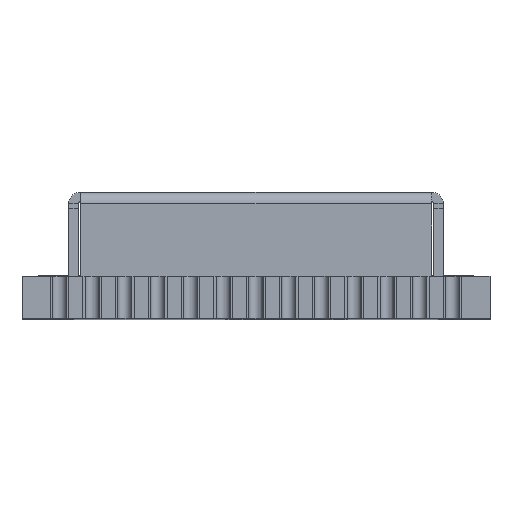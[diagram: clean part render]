
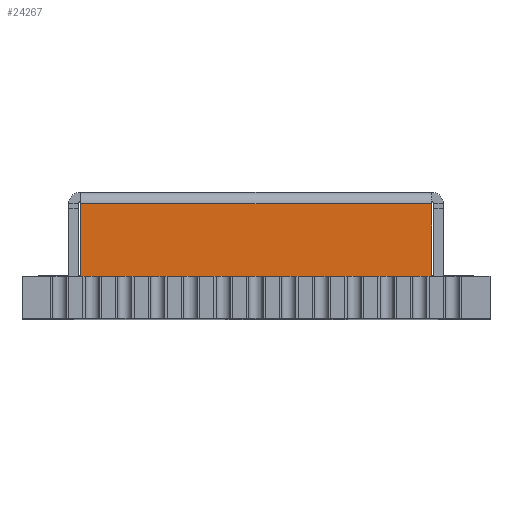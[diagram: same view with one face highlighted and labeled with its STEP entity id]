
A CAD part, top view. The second image highlights one B-rep face of the part: STEP entity #24267.
In plain terms, the highlighted planar face has unit normal (0, 0, 1).
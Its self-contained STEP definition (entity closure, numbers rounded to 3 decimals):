
#277 = FACE_OUTER_BOUND ( 'NONE', #4569, .T. ) ;
#406 = ORIENTED_EDGE ( 'NONE', *, *, #17061, .F. ) ;
#437 = CARTESIAN_POINT ( 'NONE',  ( -4., 19.574, 7.5 ) ) ;
#1796 = ORIENTED_EDGE ( 'NONE', *, *, #7091, .T. ) ;
#2071 = EDGE_CURVE ( 'NONE', #15454, #23937, #21712, .T. ) ;
#2108 = ORIENTED_EDGE ( 'NONE', *, *, #2071, .T. ) ;
#2483 = CARTESIAN_POINT ( 'NONE',  ( 3.75, 19.574, 7.5 ) ) ;
#2796 = CARTESIAN_POINT ( 'NONE',  ( -3.75, 2.45, 7.5 ) ) ;
#3211 = DIRECTION ( 'NONE',  ( 1., 0., 0. ) ) ;
#4069 = DIRECTION ( 'NONE',  ( -1., 0., 0. ) ) ;
#4233 = LINE ( 'NONE', #2483, #9544 ) ;
#4569 = EDGE_LOOP ( 'NONE', ( #406, #2108, #1796, #14610 ) ) ;
#6057 = PLANE ( 'NONE',  #12638 ) ;
#7091 = EDGE_CURVE ( 'NONE', #23937, #15848, #4233, .T. ) ;
#7620 = LINE ( 'NONE', #2796, #22819 ) ;
#7859 = CARTESIAN_POINT ( 'NONE',  ( 3.75, 2.45, 7.5 ) ) ;
#8659 = DIRECTION ( 'NONE',  ( -1., 0., 0. ) ) ;
#8835 = VERTEX_POINT ( 'NONE', #17408 ) ;
#9544 = VECTOR ( 'NONE', #23098, 1000. ) ;
#11130 = CARTESIAN_POINT ( 'NONE',  ( -4., 0.9, 7.5 ) ) ;
#12081 = CARTESIAN_POINT ( 'NONE',  ( -3.75, 0.9, 7.5 ) ) ;
#12638 = AXIS2_PLACEMENT_3D ( 'NONE', #437, #17599, #4069 ) ;
#12771 = LINE ( 'NONE', #23002, #21767 ) ;
#14610 = ORIENTED_EDGE ( 'NONE', *, *, #22076, .T. ) ;
#15454 = VERTEX_POINT ( 'NONE', #12081 ) ;
#15848 = VERTEX_POINT ( 'NONE', #7859 ) ;
#17061 = EDGE_CURVE ( 'NONE', #15454, #8835, #12771, .T. ) ;
#17408 = CARTESIAN_POINT ( 'NONE',  ( -3.75, 2.45, 7.5 ) ) ;
#17599 = DIRECTION ( 'NONE',  ( 0., 0., -1. ) ) ;
#20001 = CARTESIAN_POINT ( 'NONE',  ( 3.75, 0.9, 7.5 ) ) ;
#21091 = DIRECTION ( 'NONE',  ( 0., 1., 0. ) ) ;
#21712 = LINE ( 'NONE', #11130, #22582 ) ;
#21767 = VECTOR ( 'NONE', #21091, 1000. ) ;
#22076 = EDGE_CURVE ( 'NONE', #15848, #8835, #7620, .T. ) ;
#22582 = VECTOR ( 'NONE', #3211, 1000. ) ;
#22819 = VECTOR ( 'NONE', #8659, 1000. ) ;
#23002 = CARTESIAN_POINT ( 'NONE',  ( -3.75, 19.574, 7.5 ) ) ;
#23098 = DIRECTION ( 'NONE',  ( 0., 1., 0. ) ) ;
#23937 = VERTEX_POINT ( 'NONE', #20001 ) ;
#24267 = ADVANCED_FACE ( 'NONE', ( #277 ), #6057, .F. ) ;
